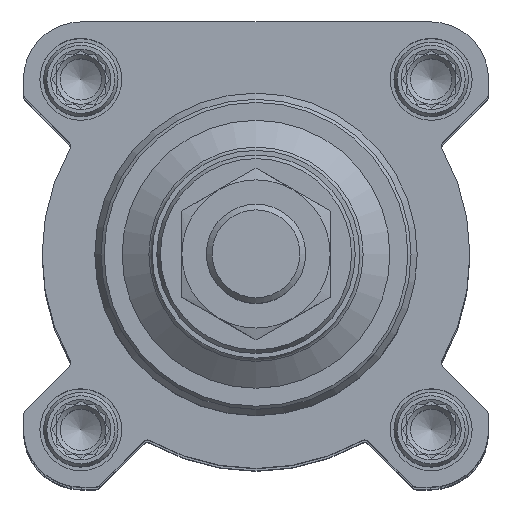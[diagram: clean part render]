
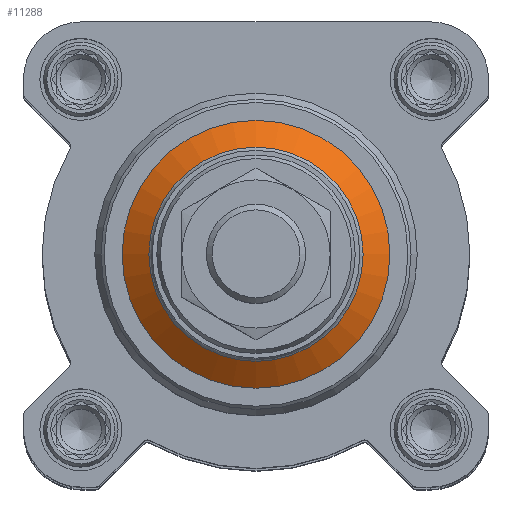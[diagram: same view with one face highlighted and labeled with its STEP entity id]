
A CAD part, top view. The second image highlights one B-rep face of the part: STEP entity #11288.
In plain terms, the highlighted conical face has half-angle 53.449 degrees and reference radius 17.276 mm.
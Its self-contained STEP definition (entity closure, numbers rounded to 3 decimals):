
#2988=ORIENTED_EDGE('',*,*,#4983,.F.);
#2989=ORIENTED_EDGE('',*,*,#4982,.T.);
#4982=EDGE_CURVE('',#6042,#6042,#6592,.T.);
#4983=EDGE_CURVE('',#6043,#6043,#6593,.T.);
#6042=VERTEX_POINT('',#16552);
#6043=VERTEX_POINT('',#16555);
#6592=CIRCLE('',#11982,17.276);
#6593=CIRCLE('',#11984,21.6);
#6898=EDGE_LOOP('',(#2988));
#6899=EDGE_LOOP('',(#2989));
#7554=FACE_BOUND('',#6898,.T.);
#7555=FACE_BOUND('',#6899,.T.);
#8065=CONICAL_SURFACE('',#11983,17.276,0.933);
#11288=ADVANCED_FACE('',(#7554,#7555),#8065,.T.);
#11982=AXIS2_PLACEMENT_3D('',#16551,#13336,#13337);
#11983=AXIS2_PLACEMENT_3D('',#16553,#13338,#13339);
#11984=AXIS2_PLACEMENT_3D('',#16554,#13340,#13341);
#13336=DIRECTION('',(0.,0.,-1.));
#13337=DIRECTION('',(-1.,0.,0.));
#13338=DIRECTION('',(0.,0.,-1.));
#13339=DIRECTION('',(-1.,0.,0.));
#13340=DIRECTION('',(0.,0.,-1.));
#13341=DIRECTION('',(-1.,0.,0.));
#16551=CARTESIAN_POINT('',(0.,0.,24.956));
#16552=CARTESIAN_POINT('',(-17.276,0.,24.956));
#16553=CARTESIAN_POINT('',(0.,0.,24.956));
#16554=CARTESIAN_POINT('',(0.,0.,21.75));
#16555=CARTESIAN_POINT('',(-21.6,0.,21.75));
